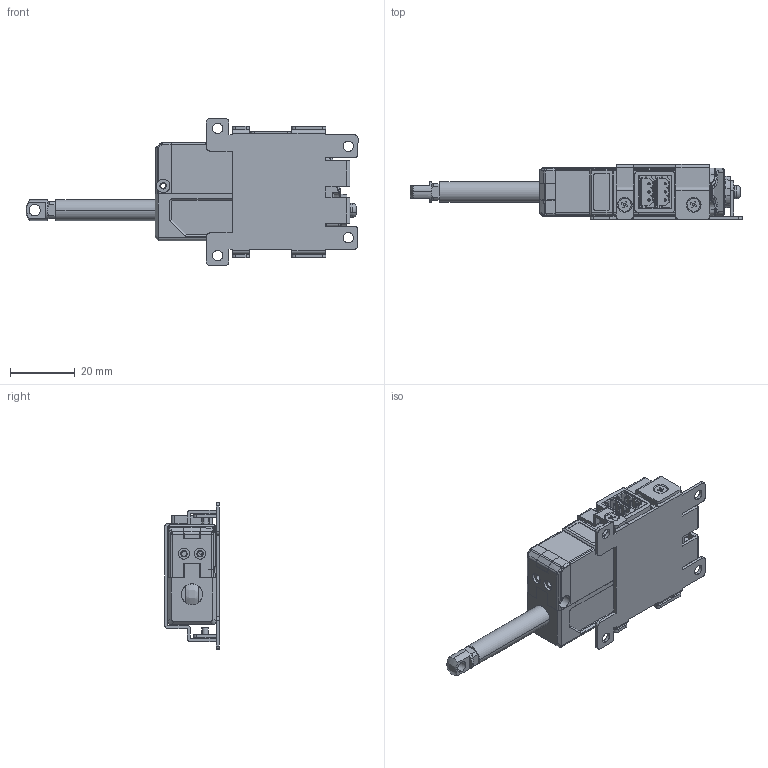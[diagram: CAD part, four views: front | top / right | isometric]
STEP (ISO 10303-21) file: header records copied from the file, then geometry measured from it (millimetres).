
FILE_DESCRIPTION (( 'STEP AP214' ), '1' );
FILE_NAME ('PA-12-10645012.STEP', '2019-05-15T20:05:54', ( '' ), ( '' ), 'SwSTEP 2.0', 'SolidWorks 2018', '' );
FILE_SCHEMA (( 'AUTOMOTIVE_DESIGN' ));
Length unit declared in the file: inch
Products named in the file (1): PA-12-10645012
Bounding box: 102.89 x 17 x 45.4 mm (x, y, z)
Volume: 15816.4 mm3; surface area: 26463.7 mm2
Topology: 19 solids, 19 shells, 1676 faces, 4485 edges, 2884 vertices
Faces by surface type: plane 927, cylinder 495, cone 147, bspline 75, torus 32
Entity records: 83480 total; most frequent: CARTESIAN_POINT 20204, ORIENTED_EDGE 8946, DIRECTION 8071, EDGE_CURVE 4473, VERTEX_POINT 2884, LINE 2845, VECTOR 2845, AXIS2_PLACEMENT_3D 2613
